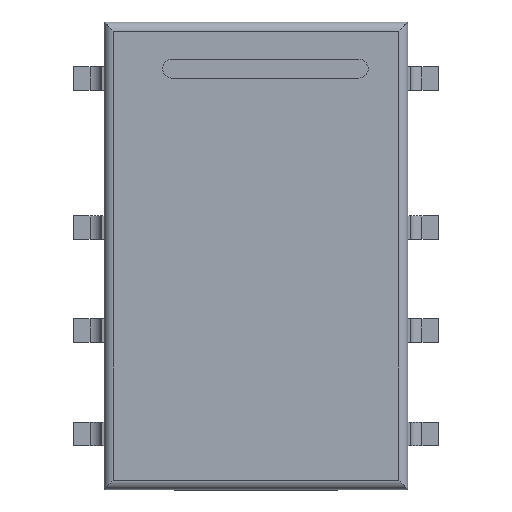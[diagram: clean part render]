
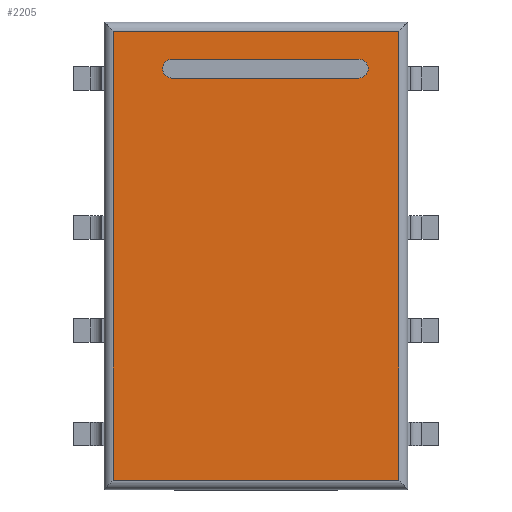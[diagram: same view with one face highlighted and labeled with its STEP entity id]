
A CAD part, top view. The second image highlights one B-rep face of the part: STEP entity #2205.
In plain terms, the highlighted planar face has unit normal (0, 0, 1).
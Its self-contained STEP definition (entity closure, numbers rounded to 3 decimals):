
#108=VECTOR('',#109,1.);
#109=DIRECTION('',(1.,0.,0.));
#136=VECTOR('',#137,1.);
#137=DIRECTION('',(0.,-1.,0.));
#144=VECTOR('',#145,1.);
#145=DIRECTION('',(-1.,0.,0.));
#175=VECTOR('',#176,1.);
#176=DIRECTION('',(0.,1.,0.));
#392=DIRECTION('',(0.,0.,-1.));
#393=DIRECTION('',(-1.,0.,0.));
#1618=VERTEX_POINT('',#1619);
#1619=CARTESIAN_POINT('',(-3.05,4.8,5.5));
#1626=EDGE_CURVE('',#1618,#1627,#1629,.T.);
#1627=VERTEX_POINT('',#1628);
#1628=CARTESIAN_POINT('',(-3.05,-4.8,5.5));
#1629=LINE('',#1630,#136);
#1630=CARTESIAN_POINT('',(-3.05,5.,5.5));
#1869=EDGE_CURVE('',#1627,#1870,#1872,.T.);
#1870=VERTEX_POINT('',#1871);
#1871=CARTESIAN_POINT('',(3.05,-4.8,5.5));
#1872=LINE('',#1873,#108);
#1873=CARTESIAN_POINT('',(-3.25,-4.8,5.5));
#1928=EDGE_CURVE('',#1870,#1929,#1931,.T.);
#1929=VERTEX_POINT('',#1930);
#1930=CARTESIAN_POINT('',(3.05,4.8,5.5));
#1931=LINE('',#1932,#175);
#1932=CARTESIAN_POINT('',(3.05,-5.,5.5));
#2174=EDGE_CURVE('',#1929,#1618,#2175,.T.);
#2175=LINE('',#2176,#144);
#2176=CARTESIAN_POINT('',(3.25,4.8,5.5));
#2205=ADVANCED_FACE('',(#2206,#2212),#2241,.F.);
#2206=FACE_BOUND('',#2207,.F.);
#2207=EDGE_LOOP('',(#2208,#2209,#2210,#2211));
#2208=ORIENTED_EDGE('',*,*,#1626,.F.);
#2209=ORIENTED_EDGE('',*,*,#2174,.F.);
#2210=ORIENTED_EDGE('',*,*,#1928,.F.);
#2211=ORIENTED_EDGE('',*,*,#1869,.F.);
#2212=FACE_BOUND('',#2213,.F.);
#2213=EDGE_LOOP('',(#2214,#2224,#2230,#2237));
#2214=ORIENTED_EDGE('',*,*,#2215,.F.);
#2215=EDGE_CURVE('',#2216,#2218,#2220,.T.);
#2216=VERTEX_POINT('',#2217);
#2217=CARTESIAN_POINT('',(-1.8,3.8,5.5));
#2218=VERTEX_POINT('',#2219);
#2219=CARTESIAN_POINT('',(-1.8,4.2,5.5));
#2220=CIRCLE('',#2221,0.2);
#2221=AXIS2_PLACEMENT_3D('',#2222,#2223,#137);
#2222=CARTESIAN_POINT('',(-1.8,4.,5.5));
#2223=DIRECTION('',(0.,0.,-1.));
#2224=ORIENTED_EDGE('',*,*,#2225,.T.);
#2225=EDGE_CURVE('',#2216,#2226,#2228,.T.);
#2226=VERTEX_POINT('',#2227);
#2227=CARTESIAN_POINT('',(2.2,3.8,5.5));
#2228=LINE('',#2229,#108);
#2229=CARTESIAN_POINT('',(-2.525,3.8,5.5));
#2230=ORIENTED_EDGE('',*,*,#2231,.F.);
#2231=EDGE_CURVE('',#2232,#2226,#2234,.T.);
#2232=VERTEX_POINT('',#2233);
#2233=CARTESIAN_POINT('',(2.2,4.2,5.5));
#2234=CIRCLE('',#2235,0.2);
#2235=AXIS2_PLACEMENT_3D('',#2236,#2223,#137);
#2236=CARTESIAN_POINT('',(2.2,4.,5.5));
#2237=ORIENTED_EDGE('',*,*,#2238,.T.);
#2238=EDGE_CURVE('',#2232,#2218,#2239,.T.);
#2239=LINE('',#2240,#144);
#2240=CARTESIAN_POINT('',(-0.525,4.2,5.5));
#2241=PLANE('',#2242);
#2242=AXIS2_PLACEMENT_3D('',#2243,#392,#393);
#2243=CARTESIAN_POINT('',(-3.25,5.,5.5));
